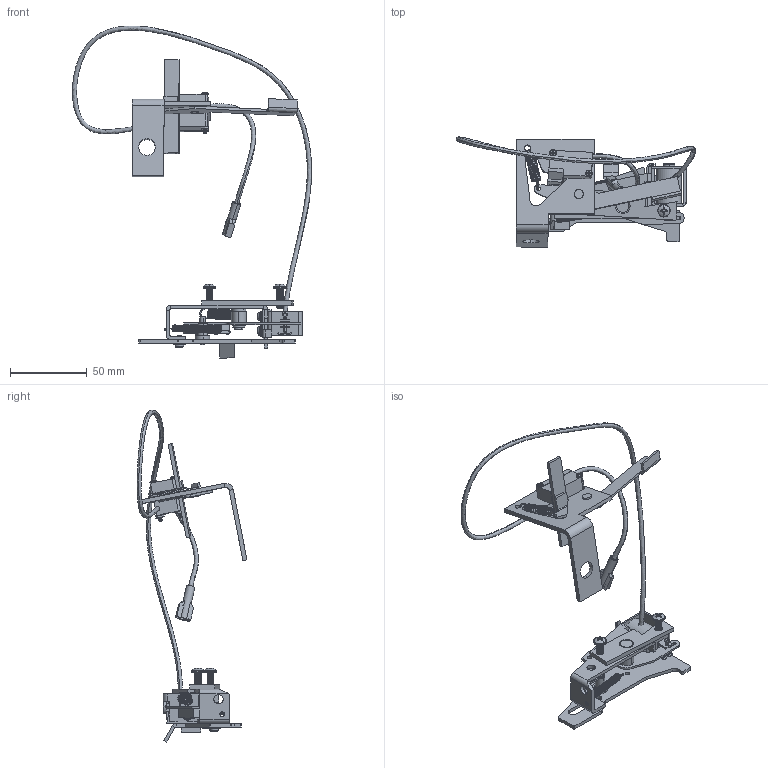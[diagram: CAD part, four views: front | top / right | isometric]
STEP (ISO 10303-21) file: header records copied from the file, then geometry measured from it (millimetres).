
FILE_DESCRIPTION (( 'STEP AP214' ), '1' );
FILE_NAME ('TSST12R.STEP', '2021-02-10T12:39:59', ( '' ), ( '' ), 'SwSTEP 2.0', 'SolidWorks 2017', '' );
FILE_SCHEMA (( 'AUTOMOTIVE_DESIGN' ));
Length unit declared in the file: millimetre
Products named in the file (46): external tooth lock washer_am_B18.21.2M-External Tooth Lock Washers_AM3; 102070-013_BLOCK; 102070-014_PIN; 102054-031_PBHScrew 8-32 x .5_90272A194; 102070-012_DOWEL PIN; 102070-104_L- SUPPORT _ CONTROLLER ASSEMBLY; FLAT WASHER M3; plain washer 10669 type nl_iso_ISO 10669-3-N; WIre; TWO SIDED EXTNSN SPRING; SOLENOID TOP CASING PLATE; 102051-004_SUPPORT BRACKET SOLENOID; Part4^TSST12R; 102070-007_GRAPHITE BLOCK; 102060-001_Shunt Coil 12VDC; Rocker Spring_tsstR_3114T45; Tension extended spring_tsstr_3114T57; 102054-032_Nut- 2-56_90480A003; 102053-004_SLEEVE; 102070-008_COLLAR_sleeve; 102054-028_Micro Switch Push Button; 102051-001_SUPPORT BRACKET_DefaultSM-FLAT-PATTERN; 102070-015_CIRC CLIP; TSST12R; 102051-101_SUPPORT BRACKET_ PLATE ; 102070-103_CONTROLLER SUPPORT ASSEMBLY ; 102070-010_RIVET; SOLENOID BOOTOM CASING PLATE; 102070-105_MIDDLE PLATE ASSEMBLY; 102070-006_MIDDLE PLATE; 102070-003_RIVET; 102070-004; slotted pan head screw_iso_ISO 1580 - M3 x 6 --- 6N; 102070-005_PLATE; slotted pan head screw_iso_ISO 1580 - M3 x 5 --- 5N; slotted pan head screw_iso_ISO 1580 - M3 x 4 --- 4N; Plunger; 102051-003_PLATE; Terminal_QD_Female; 102070-002_CONTROLLER SUPPORT ...
Assembly tree (55 placements, depth 4):
  Part4^TSST12R
  TSST12R
    102051-101_SUPPORT BRACKET_ PLATE 
      102051-003_PLATE
      102051-002_SUPPORT BRACKET SOLENOID
      102070-003_RIVET
    SOLENOID ASSEMBLY_shunt, UVR
      SOLENOID BOOTOM CASING PLATE
      SOLENOID TOP CASING PLATE
      102060-001_Shunt Coil 12VDC
      102053-004_SLEEVE
      Plunger
      slotted pan head screw_iso_ISO 1580 - M3 x 5 --- 5N
      slotted pan head screw_iso_ISO 1580 - M3 x 4 --- 4N
      external tooth lock washer_am_B18.21.2M-External Tooth Lock Washers_AM3  x2
    102051-004_SUPPORT BRACKET SOLENOID
    FLAT WASHER M3  x2
    external tooth lock washer_am_B18.21.2M-External Tooth Lock Washers_AM3  x2
    slotted pan head screw_iso_ISO 1580 - M3 x 6 --- 6N  x3
    102070-013_BLOCK
    102070-014_PIN
    102070-105_MIDDLE PLATE ASSEMBLY
      102070-007_GRAPHITE BLOCK
      102070-006_MIDDLE PLATE
      102070-008_COLLAR_sleeve
      102070-016_RIVET  x2
    102070-015_CIRC CLIP
    102051-102_SUPPORT BRACKET _  RIVET
      102051-001_SUPPORT BRACKET_DefaultSM-FLAT-PATTERN
      102070-004
    plain washer 10669 type nl_iso_ISO 10669-3-N
    102070-012_DOWEL PIN
    102070-104_L- SUPPORT _ CONTROLLER ASSEMBLY
      102070-001_L-SUPPORT
      102070-103_CONTROLLER SUPPORT ASSEMBLY 
        102070-002_CONTROLLER SUPPORT
        102070-005_PLATE
      102070-010_RIVET
      102054-028_Micro Switch Push Button  x2
      102054-030_PBHScrew 2-56 x 1_90272A086  x2
      102054-032_Nut- 2-56_90480A003  x2
      Tension extended spring_tsstr_3114T57
      Terminal_QD_Female
    TWO SIDED EXTNSN SPRING
    Rocker Spring_tsstR_3114T45
    WIre
    102054-031_PBHScrew 8-32 x .5_90272A194  x2
Bounding box: 155.41 x 71.44 x 215.78 mm (x, y, z)
Volume: 47678.8 mm3; surface area: 52752.5 mm2
Topology: 53 solids, 53 shells, 2014 faces, 5419 edges, 3538 vertices
Faces by surface type: cylinder 1197, plane 601, cone 103, bspline 52, torus 51, sphere 10
Entity records: 66730 total; most frequent: CARTESIAN_POINT 34920, ORIENTED_EDGE 6706, DIRECTION 5894, EDGE_CURVE 3353, VERTEX_POINT 2175, AXIS2_PLACEMENT_3D 2164, LINE 1566, VECTOR 1566
